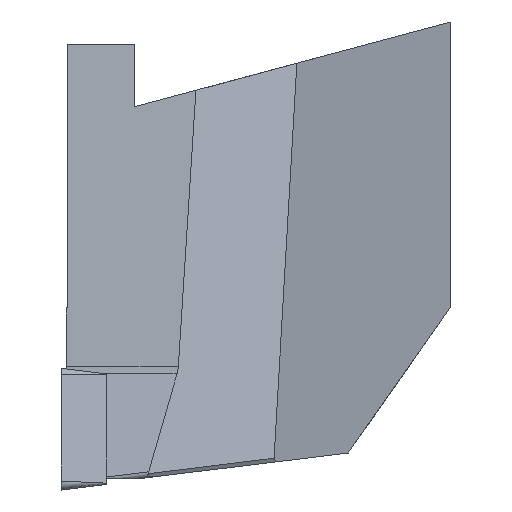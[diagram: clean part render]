
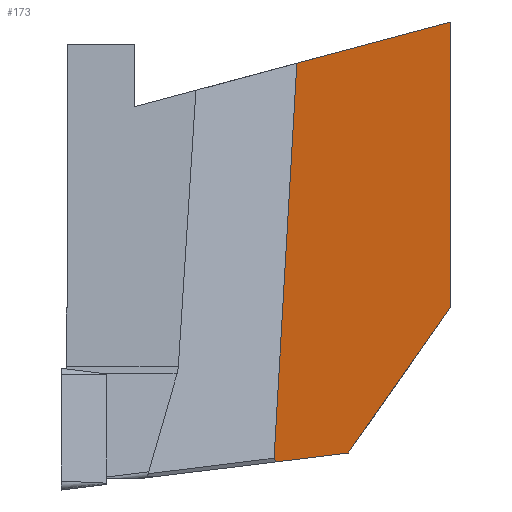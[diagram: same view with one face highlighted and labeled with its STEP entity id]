
A CAD part, left-side view. The second image highlights one B-rep face of the part: STEP entity #173.
In plain terms, the highlighted planar face has unit normal (-0.522, -0.853, 0).
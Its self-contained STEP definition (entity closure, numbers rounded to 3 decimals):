
#173=ADVANCED_FACE('',(#233),#208,.T.);
#208=PLANE('',#763);
#233=FACE_OUTER_BOUND('',#263,.T.);
#263=EDGE_LOOP('',(#330,#331,#332,#333,#334,#335));
#330=ORIENTED_EDGE('',*,*,#566,.T.);
#331=ORIENTED_EDGE('',*,*,#567,.T.);
#332=ORIENTED_EDGE('',*,*,#568,.T.);
#333=ORIENTED_EDGE('',*,*,#569,.F.);
#334=ORIENTED_EDGE('',*,*,#570,.T.);
#335=ORIENTED_EDGE('',*,*,#547,.T.);
#485=VERTEX_POINT('',#995);
#487=VERTEX_POINT('',#998);
#502=VERTEX_POINT('',#1036);
#503=VERTEX_POINT('',#1038);
#504=VERTEX_POINT('',#1040);
#505=VERTEX_POINT('',#1042);
#547=EDGE_CURVE('',#487,#485,#636,.T.);
#566=EDGE_CURVE('',#485,#502,#652,.T.);
#567=EDGE_CURVE('',#502,#503,#653,.T.);
#568=EDGE_CURVE('',#503,#504,#654,.T.);
#569=EDGE_CURVE('',#505,#504,#655,.T.);
#570=EDGE_CURVE('',#505,#487,#656,.T.);
#636=LINE('',#997,#696);
#652=LINE('',#1035,#712);
#653=LINE('',#1037,#713);
#654=LINE('',#1039,#714);
#655=LINE('',#1041,#715);
#656=LINE('',#1043,#716);
#696=VECTOR('',#816,1.);
#712=VECTOR('',#846,1.);
#713=VECTOR('',#847,1.);
#714=VECTOR('',#848,1.);
#715=VECTOR('',#849,1.);
#716=VECTOR('',#850,1.);
#763=AXIS2_PLACEMENT_3D('',#1044,#851,#852);
#816=DIRECTION('',(-0.844,0.517,-0.139));
#846=DIRECTION('',(-0.094,0.057,-0.994));
#847=DIRECTION('',(0.642,-0.393,-0.658));
#848=DIRECTION('',(0.851,-0.521,0.064));
#849=DIRECTION('',(-0.683,0.419,-0.598));
#850=DIRECTION('',(0.,0.,1.));
#851=DIRECTION('',(-0.522,-0.853,0.));
#852=DIRECTION('',(-0.853,0.522,0.));
#995=CARTESIAN_POINT('',(-51.419,-23.913,4.532));
#997=CARTESIAN_POINT('',(-78.524,-7.303,0.081));
#998=CARTESIAN_POINT('',(-25.167,-40.,8.842));
#1035=CARTESIAN_POINT('',(-51.31,-23.979,5.687));
#1036=CARTESIAN_POINT('',(-55.302,-21.533,-36.687));
#1037=CARTESIAN_POINT('',(-73.448,-10.414,-18.072));
#1038=CARTESIAN_POINT('',(-54.936,-21.758,-37.062));
#1039=CARTESIAN_POINT('',(-64.912,-15.645,-37.813));
#1040=CARTESIAN_POINT('',(-42.669,-29.275,-36.139));
#1041=CARTESIAN_POINT('',(-60.112,-18.586,-51.405));
#1042=CARTESIAN_POINT('',(-25.167,-40.,-20.822));
#1043=CARTESIAN_POINT('',(-25.167,-40.,-39.6));
#1044=CARTESIAN_POINT('',(-55.34,-21.51,6.209));
